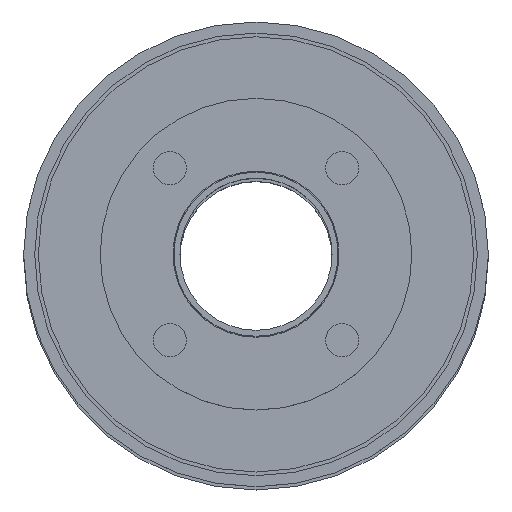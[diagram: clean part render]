
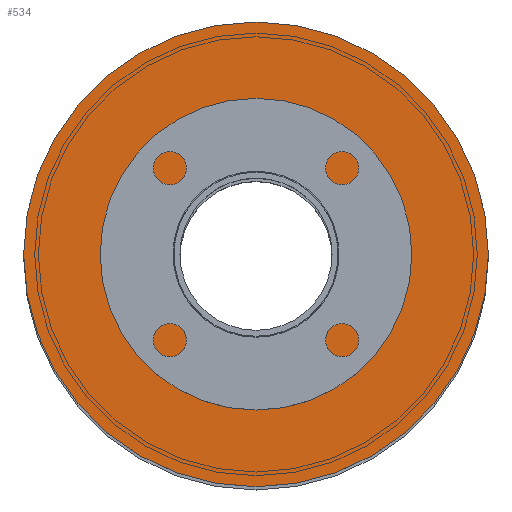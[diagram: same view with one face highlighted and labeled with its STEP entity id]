
A CAD part, top view. The second image highlights one B-rep face of the part: STEP entity #534.
In plain terms, the highlighted planar face has unit normal (0, 0, 1).
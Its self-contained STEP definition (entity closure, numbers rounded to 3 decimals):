
#42=PLANE('',#623);
#94=FACE_BOUND('',#221,.T.);
#134=FACE_OUTER_BOUND('',#220,.T.);
#220=EDGE_LOOP('',(#460));
#221=EDGE_LOOP('',(#461));
#276=CIRCLE('',#618,45.45);
#278=CIRCLE('',#621,126.);
#324=VERTEX_POINT('',#921);
#326=VERTEX_POINT('',#926);
#372=EDGE_CURVE('',#324,#324,#276,.T.);
#374=EDGE_CURVE('',#326,#326,#278,.T.);
#460=ORIENTED_EDGE('',*,*,#374,.F.);
#461=ORIENTED_EDGE('',*,*,#372,.T.);
#534=ADVANCED_FACE('',(#134,#94),#42,.F.);
#618=AXIS2_PLACEMENT_3D('',#922,#773,#774);
#621=AXIS2_PLACEMENT_3D('',#927,#779,#780);
#623=AXIS2_PLACEMENT_3D('',#930,#783,#784);
#773=DIRECTION('center_axis',(0.,0.,-1.));
#774=DIRECTION('ref_axis',(-1.,0.,0.));
#779=DIRECTION('center_axis',(0.,0.,-1.));
#780=DIRECTION('ref_axis',(-1.,0.,0.));
#783=DIRECTION('center_axis',(0.,0.,-1.));
#784=DIRECTION('ref_axis',(-1.,0.,0.));
#921=CARTESIAN_POINT('',(45.45,0.,1003.));
#922=CARTESIAN_POINT('Origin',(0.,0.,1003.));
#926=CARTESIAN_POINT('',(126.,0.,1003.));
#927=CARTESIAN_POINT('Origin',(0.,0.,1003.));
#930=CARTESIAN_POINT('Origin',(0.,0.,1003.));
